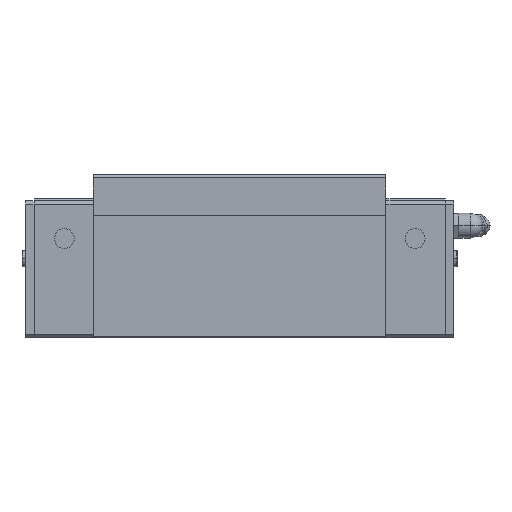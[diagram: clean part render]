
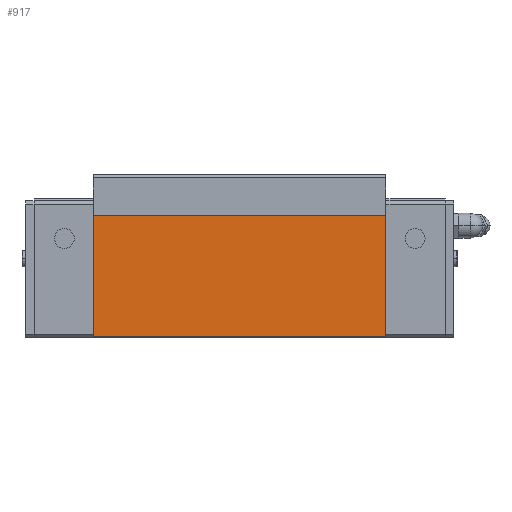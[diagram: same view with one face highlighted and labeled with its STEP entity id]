
A CAD part, left-side view. The second image highlights one B-rep face of the part: STEP entity #917.
In plain terms, the highlighted planar face has unit normal (-1, 0, 0).
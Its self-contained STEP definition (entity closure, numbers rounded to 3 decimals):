
#917=ADVANCED_FACE('',(#1891),#1892,.T.);
#1891=FACE_OUTER_BOUND('',#2896,.T.);
#1892=PLANE('',#2897);
#2896=EDGE_LOOP('',(#5619,#5620,#5621,#5622));
#2897=AXIS2_PLACEMENT_3D('',#5623,#5624,#5625);
#5619=ORIENTED_EDGE('',*,*,#6882,.F.);
#5620=ORIENTED_EDGE('',*,*,#6927,.F.);
#5621=ORIENTED_EDGE('',*,*,#6860,.F.);
#5622=ORIENTED_EDGE('',*,*,#6925,.T.);
#5623=CARTESIAN_POINT('',(-49.125,91.851,22.5));
#5624=DIRECTION('',(-1.0,0.0,0.0));
#5625=DIRECTION('',(0.0,0.0,1.0));
#6860=EDGE_CURVE('',#8448,#8450,#8451,.T.);
#6882=EDGE_CURVE('',#8478,#8480,#8481,.T.);
#6925=EDGE_CURVE('',#8448,#8480,#8538,.T.);
#6927=EDGE_CURVE('',#8450,#8478,#8540,.T.);
#8448=VERTEX_POINT('',#10943);
#8450=VERTEX_POINT('',#10946);
#8451=LINE('',#10947,#10948);
#8478=VERTEX_POINT('',#10988);
#8480=VERTEX_POINT('',#10991);
#8481=LINE('',#10992,#10993);
#8538=LINE('',#11077,#11078);
#8540=LINE('',#11080,#11081);
#10943=CARTESIAN_POINT('',(-49.125,29.101,62.5));
#10946=CARTESIAN_POINT('',(-49.125,29.101,10.625));
#10947=CARTESIAN_POINT('',(-49.125,29.101,33.75));
#10948=VECTOR('',#12269,1.0);
#10988=CARTESIAN_POINT('',(-49.125,154.601,10.625));
#10991=CARTESIAN_POINT('',(-49.125,154.601,62.5));
#10992=CARTESIAN_POINT('',(-49.125,154.601,33.75));
#10993=VECTOR('',#12284,1.0);
#11077=CARTESIAN_POINT('',(-49.125,91.851,62.5));
#11078=VECTOR('',#12324,1.0);
#11080=CARTESIAN_POINT('',(-49.125,123.226,10.625));
#11081=VECTOR('',#12325,1.0);
#12269=DIRECTION('',(-0.0,-0.0,-1.0));
#12284=DIRECTION('',(0.0,0.0,1.0));
#12324=DIRECTION('',(0.0,1.0,0.0));
#12325=DIRECTION('',(0.0,1.0,-0.0));
